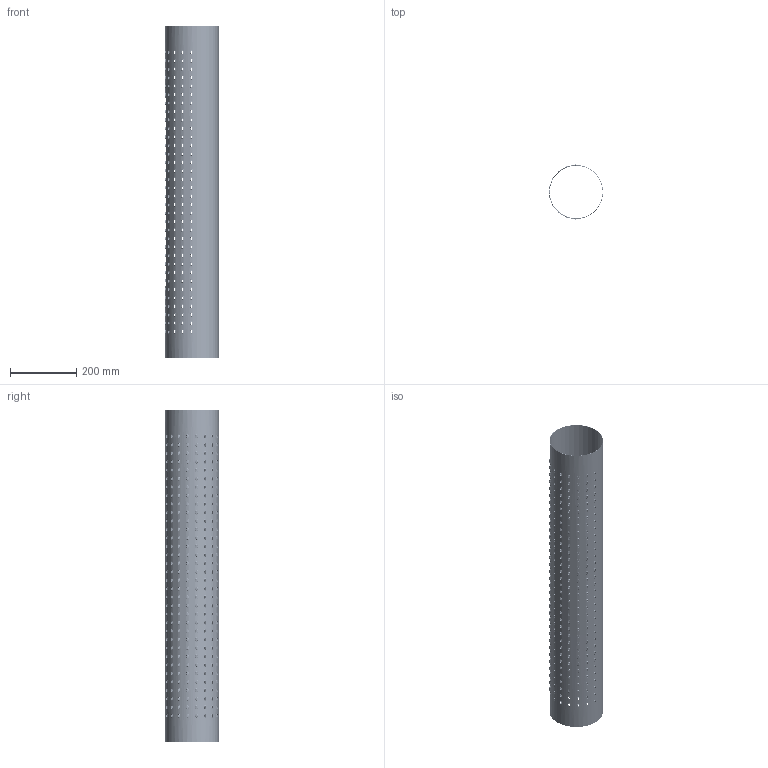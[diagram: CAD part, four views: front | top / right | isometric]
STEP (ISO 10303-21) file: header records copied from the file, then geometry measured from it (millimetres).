
FILE_DESCRIPTION(/* description */ ('Dysplåt'),/* implementation_level */ '2;1');
FILE_NAME(/* name */ 'MO50805.stp',/* time_stamp */ '2017-05-11T06:13:06-07:00',/* author */ ('CAD'),/* organization */ (''),/* preprocessor_version */ 'ST-DEVELOPER v16.5',/* originating_system */ 'Autodesk Inventor 2017',/* authorisation */ '');
FILE_SCHEMA (('AUTOMOTIVE_DESIGN { 1 0 10303 214 3 1 1 }'));
Products named in the file (1): P41-1-AA-03
Bounding box: 162.01 x 164.4 x 1000 mm (x, y, z)
Volume: 308160.6 mm3; surface area: 1013554.4 mm2
Topology: 1 solids, 1 shells, 5786 faces, 13612 edges, 8168 vertices
Faces by surface type: bspline 4080, plane 1364, cylinder 342
Full cylindrical faces by diameter (mm): 160 x1, 161.2 x1
Entity records: 318150 total; most frequent: CARTESIAN_POINT 208507, ORIENTED_EDGE 27224, EDGE_CURVE 13612, DIRECTION 12270, VERTEX_POINT 8168, LINE 6808, VECTOR 6808, EDGE_LOOP 6806
